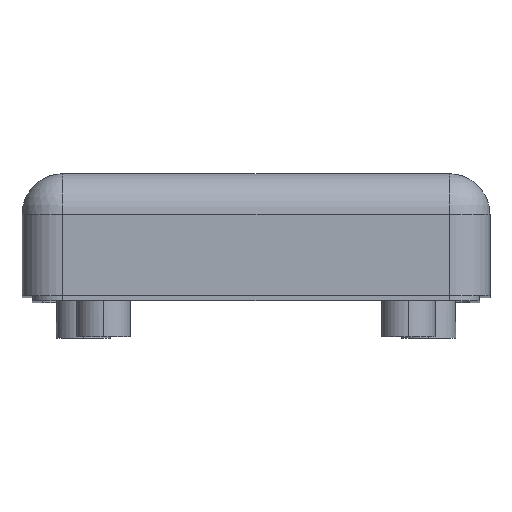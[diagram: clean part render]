
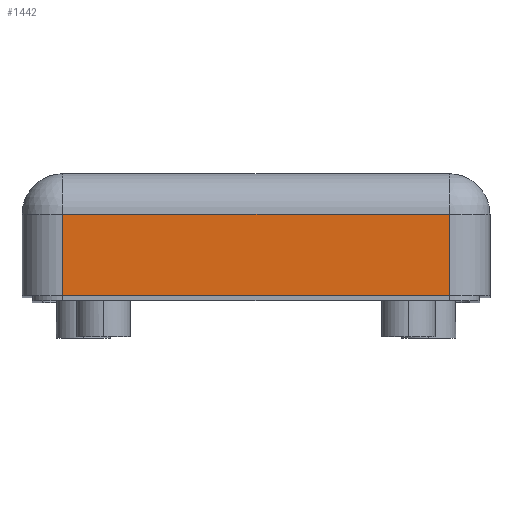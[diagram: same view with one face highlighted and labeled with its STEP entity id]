
A CAD part, top view. The second image highlights one B-rep face of the part: STEP entity #1442.
In plain terms, the highlighted planar face has unit normal (0, 0, 1).
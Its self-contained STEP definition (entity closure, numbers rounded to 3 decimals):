
#449 = VECTOR ( 'NONE', #2443, 1000. ) ;
#565 = CARTESIAN_POINT ( 'NONE',  ( -19., 8.5, 49. ) ) ;
#591 = DIRECTION ( 'NONE',  ( -1., 0., 0. ) ) ;
#692 = VERTEX_POINT ( 'NONE', #565 ) ;
#783 = DIRECTION ( 'NONE',  ( 0., -1., 0. ) ) ;
#952 = VECTOR ( 'NONE', #783, 1000. ) ;
#989 = CARTESIAN_POINT ( 'NONE',  ( -23., 0.5, 49. ) ) ;
#1012 = LINE ( 'NONE', #4826, #449 ) ;
#1048 = CARTESIAN_POINT ( 'NONE',  ( -23., 12.5, 49. ) ) ;
#1286 = CARTESIAN_POINT ( 'NONE',  ( -19., 0.5, 49. ) ) ;
#1442 = ADVANCED_FACE ( 'NONE', ( #3408 ), #3502, .F. ) ;
#1447 = LINE ( 'NONE', #989, #3779 ) ;
#1569 = DIRECTION ( 'NONE',  ( 0., 0., -1. ) ) ;
#1734 = EDGE_CURVE ( 'NONE', #5041, #3677, #1447, .T. ) ;
#2227 = ORIENTED_EDGE ( 'NONE', *, *, #2912, .T. ) ;
#2358 = VERTEX_POINT ( 'NONE', #2563 ) ;
#2443 = DIRECTION ( 'NONE',  ( 0., 1., 0. ) ) ;
#2499 = AXIS2_PLACEMENT_3D ( 'NONE', #1048, #1569, #591 ) ;
#2563 = CARTESIAN_POINT ( 'NONE',  ( 19., 8.5, 49. ) ) ;
#2901 = ORIENTED_EDGE ( 'NONE', *, *, #5199, .T. ) ;
#2912 = EDGE_CURVE ( 'NONE', #2358, #692, #4293, .T. ) ;
#3151 = ORIENTED_EDGE ( 'NONE', *, *, #1734, .T. ) ;
#3349 = DIRECTION ( 'NONE',  ( 1., 0., 0. ) ) ;
#3408 = FACE_OUTER_BOUND ( 'NONE', #6064, .T. ) ;
#3502 = PLANE ( 'NONE',  #2499 ) ;
#3541 = CARTESIAN_POINT ( 'NONE',  ( -19., 12.5, 49. ) ) ;
#3545 = VECTOR ( 'NONE', #5739, 1000. ) ;
#3677 = VERTEX_POINT ( 'NONE', #5209 ) ;
#3779 = VECTOR ( 'NONE', #3349, 1000. ) ;
#3826 = CARTESIAN_POINT ( 'NONE',  ( -23., 8.5, 49. ) ) ;
#4270 = EDGE_CURVE ( 'NONE', #3677, #2358, #1012, .T. ) ;
#4293 = LINE ( 'NONE', #3826, #3545 ) ;
#4559 = LINE ( 'NONE', #3541, #952 ) ;
#4826 = CARTESIAN_POINT ( 'NONE',  ( 19., 12.5, 49. ) ) ;
#5041 = VERTEX_POINT ( 'NONE', #1286 ) ;
#5199 = EDGE_CURVE ( 'NONE', #692, #5041, #4559, .T. ) ;
#5209 = CARTESIAN_POINT ( 'NONE',  ( 19., 0.5, 49. ) ) ;
#5739 = DIRECTION ( 'NONE',  ( -1., 0., 0. ) ) ;
#5970 = ORIENTED_EDGE ( 'NONE', *, *, #4270, .T. ) ;
#6064 = EDGE_LOOP ( 'NONE', ( #2901, #3151, #5970, #2227 ) ) ;
